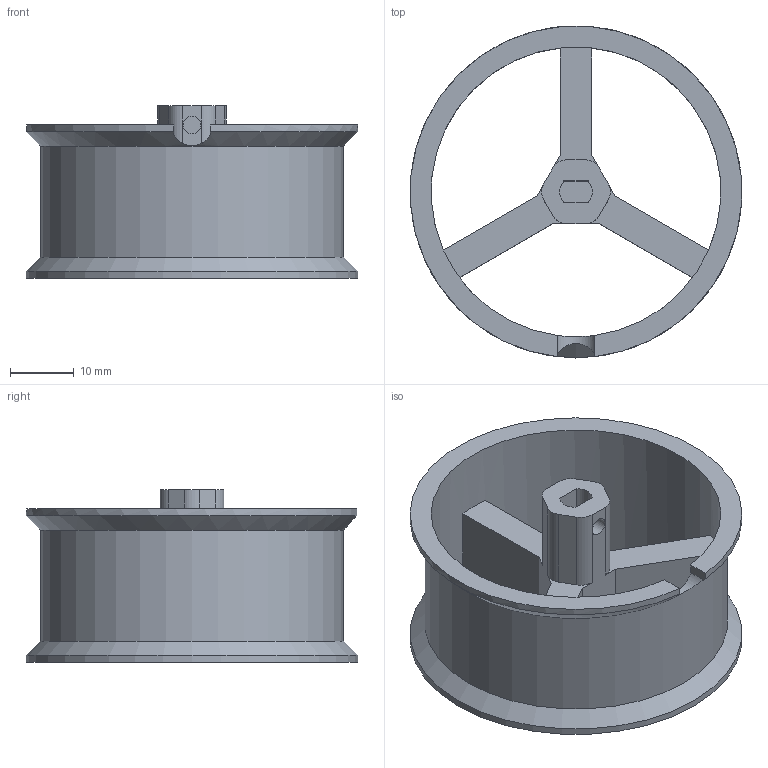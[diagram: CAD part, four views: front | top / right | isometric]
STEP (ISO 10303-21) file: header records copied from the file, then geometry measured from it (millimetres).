
FILE_DESCRIPTION(/* description */ ('STEP AP242','CAx-IF Rec.Pracs.---Representation and Presentation of Product Manufacturing Information (PMI)---4.0---2014-10-13','CAx-IF Rec.Pracs.---3D Tessellated Geometry---0.4---2014-09-14','2;1'),/* implementation_level */ '2;1');
FILE_NAME(/* name */ '6755f9d3eb6d470bf95ae5d2',/* time_stamp */ '2024-12-08T19:56:04Z',/* author */ (''),/* organization */ (''),/* preprocessor_version */ 'ST-DEVELOPER v20',/* originating_system */ 'ONSHAPE BY PTC INC, 1.190',/* authorisation */ ' ');
FILE_SCHEMA (('AP242_MANAGED_MODEL_BASED_3D_ENGINEERING_MIM_LF { 1 0 10303 442 1 1 4 }'));
Length unit declared in the file: metre
Products named in the file (1): wheel
Bounding box: 52 x 52 x 27 mm (x, y, z)
Volume: 10954.3 mm3; surface area: 11196.1 mm2
Topology: 1 solids, 1 shells, 39 faces, 116 edges, 77 vertices
Faces by surface type: plane 23, cylinder 14, cone 2
Full cylindrical faces by diameter (mm): 2.8 x1, 45.4 x1, 47.5 x1, 52 x1
Entity records: 1288 total; most frequent: CARTESIAN_POINT 237, DIRECTION 212, ORIENTED_EDGE 210, EDGE_CURVE 105, VERTEX_POINT 72, AXIS2_PLACEMENT_3D 71, LINE 70, VECTOR 70
